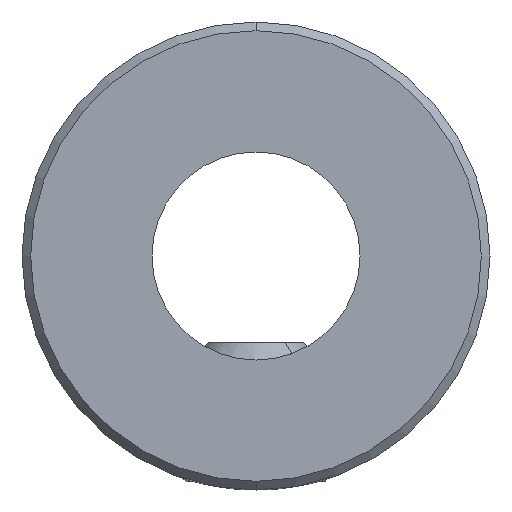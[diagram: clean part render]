
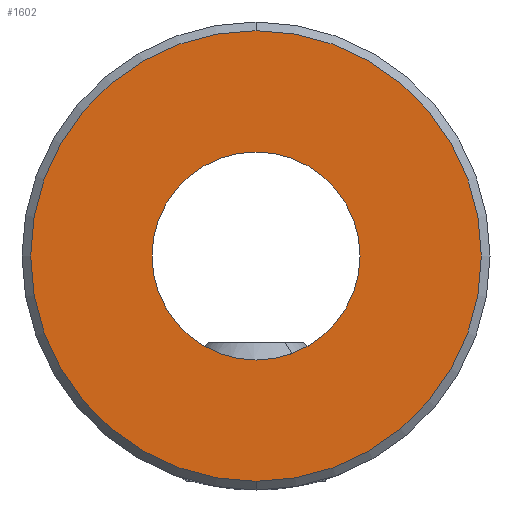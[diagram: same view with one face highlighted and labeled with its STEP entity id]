
A CAD part, front view. The second image highlights one B-rep face of the part: STEP entity #1602.
In plain terms, the highlighted planar face has unit normal (0, -1, 0).
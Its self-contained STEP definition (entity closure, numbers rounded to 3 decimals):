
#681 = EDGE_CURVE('',#682,#684,#686,.T.);
#682 = VERTEX_POINT('',#683);
#683 = CARTESIAN_POINT('',(0.,-4.,-6.5));
#684 = VERTEX_POINT('',#685);
#685 = CARTESIAN_POINT('',(0.,-4.,6.5));
#686 = CIRCLE('',#687,6.5);
#687 = AXIS2_PLACEMENT_3D('',#688,#689,#690);
#688 = CARTESIAN_POINT('',(0.,-4.,0.));
#689 = DIRECTION('',(0.,-1.,0.));
#690 = DIRECTION('',(0.,0.,1.));
#1299 = VERTEX_POINT('',#1300);
#1300 = CARTESIAN_POINT('',(0.,-4.,-3.));
#1306 = EDGE_CURVE('',#1299,#1307,#1309,.T.);
#1307 = VERTEX_POINT('',#1308);
#1308 = CARTESIAN_POINT('',(0.,-4.,3.));
#1309 = CIRCLE('',#1310,3.);
#1310 = AXIS2_PLACEMENT_3D('',#1311,#1312,#1313);
#1311 = CARTESIAN_POINT('',(0.,-4.,0.));
#1312 = DIRECTION('',(0.,1.,0.));
#1313 = DIRECTION('',(0.,-0.,1.));
#1435 = EDGE_CURVE('',#1307,#1299,#1436,.T.);
#1436 = CIRCLE('',#1437,3.);
#1437 = AXIS2_PLACEMENT_3D('',#1438,#1439,#1440);
#1438 = CARTESIAN_POINT('',(0.,-4.,0.));
#1439 = DIRECTION('',(0.,1.,0.));
#1440 = DIRECTION('',(0.,-0.,1.));
#1602 = ADVANCED_FACE('',(#1603,#1613),#1617,.F.);
#1603 = FACE_BOUND('',#1604,.T.);
#1604 = EDGE_LOOP('',(#1605,#1612));
#1605 = ORIENTED_EDGE('',*,*,#1606,.T.);
#1606 = EDGE_CURVE('',#684,#682,#1607,.T.);
#1607 = CIRCLE('',#1608,6.5);
#1608 = AXIS2_PLACEMENT_3D('',#1609,#1610,#1611);
#1609 = CARTESIAN_POINT('',(0.,-4.,0.));
#1610 = DIRECTION('',(0.,-1.,0.));
#1611 = DIRECTION('',(0.,0.,1.));
#1612 = ORIENTED_EDGE('',*,*,#681,.T.);
#1613 = FACE_BOUND('',#1614,.T.);
#1614 = EDGE_LOOP('',(#1615,#1616));
#1615 = ORIENTED_EDGE('',*,*,#1306,.T.);
#1616 = ORIENTED_EDGE('',*,*,#1435,.T.);
#1617 = PLANE('',#1618);
#1618 = AXIS2_PLACEMENT_3D('',#1619,#1620,#1621);
#1619 = CARTESIAN_POINT('',(0.,-4.,0.));
#1620 = DIRECTION('',(0.,1.,0.));
#1621 = DIRECTION('',(0.,-0.,1.));
